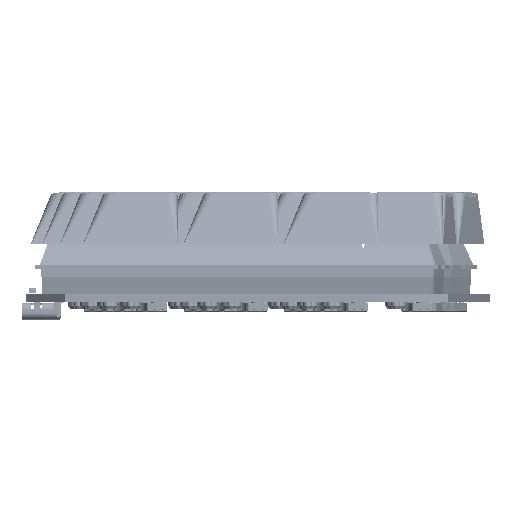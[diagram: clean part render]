
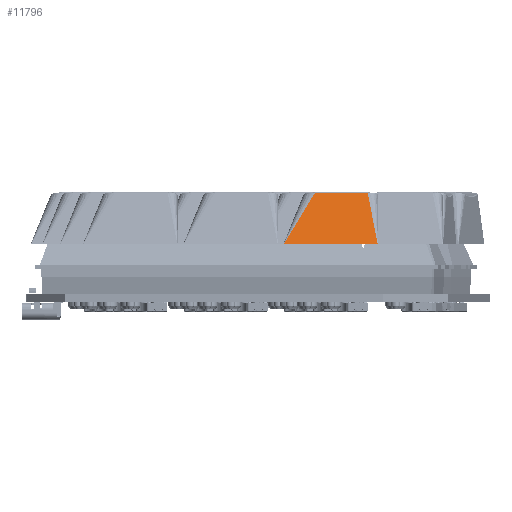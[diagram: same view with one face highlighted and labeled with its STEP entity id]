
A CAD part, left-side view. The second image highlights one B-rep face of the part: STEP entity #11796.
In plain terms, the highlighted face is planar.
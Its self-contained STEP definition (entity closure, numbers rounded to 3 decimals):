
#8689 = VERTEX_POINT('',#8690);
#8690 = CARTESIAN_POINT('',(-9.,0.,8.9));
#8699 = CONICAL_SURFACE('',#8700,1.969,0.18);
#8700 = AXIS2_PLACEMENT_3D('',#8701,#8702,#8703);
#8701 = CARTESIAN_POINT('',(-4.246,8.911,
    7.062));
#8702 = DIRECTION('',(0.455,0.872,-0.179));
#8703 = DIRECTION('',(-0.887,0.462,0.
    ));
#8710 = PLANE('',#8711);
#8711 = AXIS2_PLACEMENT_3D('',#8712,#8713,#8714);
#8712 = CARTESIAN_POINT('',(0.,0.,0.));
#8713 = DIRECTION('',(-0.,1.,0.));
#8714 = DIRECTION('',(0.,0.,1.));
#8773 = VERTEX_POINT('',#8774);
#8774 = CARTESIAN_POINT('',(-6.056,9.616,
    7.036));
#8875 = EDGE_CURVE('',#8773,#8689,#8876,.T.);
#8876 = SURFACE_CURVE('',#8877,(#8881,#8888),.PCURVE_S1.);
#8877 = LINE('',#8878,#8879);
#8878 = CARTESIAN_POINT('',(-6.056,9.616,
    7.036));
#8879 = VECTOR('',#8880,1.);
#8880 = DIRECTION('',(-0.288,-0.94,0.182));
#8881 = PCURVE('',#8699,#8882);
#8882 = DEFINITIONAL_REPRESENTATION('',(#8883),#8887);
#8883 = LINE('',#8884,#8885);
#8884 = CARTESIAN_POINT('',(6.25,-0.204));
#8885 = VECTOR('',#8886,1.);
#8886 = DIRECTION('',(0.,-1.));
#8887 = ( GEOMETRIC_REPRESENTATION_CONTEXT(2) 
PARAMETRIC_REPRESENTATION_CONTEXT() REPRESENTATION_CONTEXT('2D SPACE',''
  ) );
#8888 = PCURVE('',#8889,#8894);
#8889 = PLANE('',#8890);
#8890 = AXIS2_PLACEMENT_3D('',#8891,#8892,#8893);
#8891 = CARTESIAN_POINT('',(-9.,0.,9.));
#8892 = DIRECTION('',(0.956,-0.293,0.));
#8893 = DIRECTION('',(0.293,0.956,0.));
#8894 = DEFINITIONAL_REPRESENTATION('',(#8895),#8899);
#8895 = LINE('',#8896,#8897);
#8896 = CARTESIAN_POINT('',(10.056,-1.964));
#8897 = VECTOR('',#8898,1.);
#8898 = DIRECTION('',(-0.983,0.182));
#8899 = ( GEOMETRIC_REPRESENTATION_CONTEXT(2) 
PARAMETRIC_REPRESENTATION_CONTEXT() REPRESENTATION_CONTEXT('2D SPACE',''
  ) );
#9555 = CYLINDRICAL_SURFACE('',#9556,0.2);
#9556 = AXIS2_PLACEMENT_3D('',#9557,#9558,#9559);
#9557 = CARTESIAN_POINT('',(-5.865,9.557,
    8.943));
#9558 = DIRECTION('',(0.,0.,-1.));
#9559 = DIRECTION('',(-1.,0.,0.));
#11045 = VERTEX_POINT('',#11046);
#11046 = CARTESIAN_POINT('',(-6.056,9.616,
    -3.067));
#11118 = CONICAL_SURFACE('',#11119,2.072,0.169);
#11119 = AXIS2_PLACEMENT_3D('',#11120,#11121,#11122);
#11120 = CARTESIAN_POINT('',(-4.174,8.787,
    -3.207));
#11121 = DIRECTION('',(0.41,0.766,0.494));
#11122 = DIRECTION('',(0.,-0.542,
    0.84));
#11223 = EDGE_CURVE('',#11045,#8773,#11224,.T.);
#11224 = SURFACE_CURVE('',#11225,(#11229,#11236),.PCURVE_S1.);
#11225 = LINE('',#11226,#11227);
#11226 = CARTESIAN_POINT('',(-6.056,9.616,
    8.943));
#11227 = VECTOR('',#11228,1.);
#11228 = DIRECTION('',(-0.,-0.,1.));
#11229 = PCURVE('',#9555,#11230);
#11230 = DEFINITIONAL_REPRESENTATION('',(#11231),#11235);
#11231 = LINE('',#11232,#11233);
#11232 = CARTESIAN_POINT('',(0.297,0.));
#11233 = VECTOR('',#11234,1.);
#11234 = DIRECTION('',(0.,-1.));
#11235 = ( GEOMETRIC_REPRESENTATION_CONTEXT(2) 
PARAMETRIC_REPRESENTATION_CONTEXT() REPRESENTATION_CONTEXT('2D SPACE',''
  ) );
#11236 = PCURVE('',#8889,#11237);
#11237 = DEFINITIONAL_REPRESENTATION('',(#11238),#11242);
#11238 = LINE('',#11239,#11240);
#11239 = CARTESIAN_POINT('',(10.056,-0.057));
#11240 = VECTOR('',#11241,1.);
#11241 = DIRECTION('',(0.,1.));
#11242 = ( GEOMETRIC_REPRESENTATION_CONTEXT(2) 
PARAMETRIC_REPRESENTATION_CONTEXT() REPRESENTATION_CONTEXT('2D SPACE',''
  ) );
#11730 = EDGE_CURVE('',#11731,#11045,#11733,.T.);
#11731 = VERTEX_POINT('',#11732);
#11732 = CARTESIAN_POINT('',(-9.,0.,-8.898));
#11733 = SURFACE_CURVE('',#11734,(#11737,#11743),.PCURVE_S1.);
#11734 = B_SPLINE_CURVE_WITH_KNOTS('',1,(#11735,#11736),.UNSPECIFIED.,
  .F.,.F.,(2,2),(0.,1.),.PIECEWISE_BEZIER_KNOTS.);
#11735 = CARTESIAN_POINT('',(-9.,0.,-8.898));
#11736 = CARTESIAN_POINT('',(-6.056,9.616,
    -3.067));
#11737 = PCURVE('',#11118,#11738);
#11738 = DEFINITIONAL_REPRESENTATION('',(#11739),#11742);
#11739 = B_SPLINE_CURVE_WITH_KNOTS('',1,(#11740,#11741),.UNSPECIFIED.,
  .F.,.F.,(2,2),(0.,1.),.PIECEWISE_BEZIER_KNOTS.);
#11740 = CARTESIAN_POINT('',(4.551,-11.527));
#11741 = CARTESIAN_POINT('',(4.551,-0.069));
#11742 = ( GEOMETRIC_REPRESENTATION_CONTEXT(2) 
PARAMETRIC_REPRESENTATION_CONTEXT() REPRESENTATION_CONTEXT('2D SPACE',''
  ) );
#11743 = PCURVE('',#8889,#11744);
#11744 = DEFINITIONAL_REPRESENTATION('',(#11745),#11748);
#11745 = B_SPLINE_CURVE_WITH_KNOTS('',1,(#11746,#11747),.UNSPECIFIED.,
  .F.,.F.,(2,2),(0.,1.),.PIECEWISE_BEZIER_KNOTS.);
#11746 = CARTESIAN_POINT('',(0.,-17.898));
#11747 = CARTESIAN_POINT('',(10.056,-12.067));
#11748 = ( GEOMETRIC_REPRESENTATION_CONTEXT(2) 
PARAMETRIC_REPRESENTATION_CONTEXT() REPRESENTATION_CONTEXT('2D SPACE',''
  ) );
#11796 = ADVANCED_FACE('',(#11797),#8889,.F.);
#11797 = FACE_BOUND('',#11798,.T.);
#11798 = EDGE_LOOP('',(#11799,#11820,#11821,#11822));
#11799 = ORIENTED_EDGE('',*,*,#11800,.F.);
#11800 = EDGE_CURVE('',#8689,#11731,#11801,.T.);
#11801 = SURFACE_CURVE('',#11802,(#11806,#11813),.PCURVE_S1.);
#11802 = LINE('',#11803,#11804);
#11803 = CARTESIAN_POINT('',(-9.,0.,9.));
#11804 = VECTOR('',#11805,1.);
#11805 = DIRECTION('',(0.,-0.,-1.));
#11806 = PCURVE('',#8889,#11807);
#11807 = DEFINITIONAL_REPRESENTATION('',(#11808),#11812);
#11808 = LINE('',#11809,#11810);
#11809 = CARTESIAN_POINT('',(0.,0.));
#11810 = VECTOR('',#11811,1.);
#11811 = DIRECTION('',(0.,-1.));
#11812 = ( GEOMETRIC_REPRESENTATION_CONTEXT(2) 
PARAMETRIC_REPRESENTATION_CONTEXT() REPRESENTATION_CONTEXT('2D SPACE',''
  ) );
#11813 = PCURVE('',#8710,#11814);
#11814 = DEFINITIONAL_REPRESENTATION('',(#11815),#11819);
#11815 = LINE('',#11816,#11817);
#11816 = CARTESIAN_POINT('',(9.,-9.));
#11817 = VECTOR('',#11818,1.);
#11818 = DIRECTION('',(-1.,0.));
#11819 = ( GEOMETRIC_REPRESENTATION_CONTEXT(2) 
PARAMETRIC_REPRESENTATION_CONTEXT() REPRESENTATION_CONTEXT('2D SPACE',''
  ) );
#11820 = ORIENTED_EDGE('',*,*,#8875,.F.);
#11821 = ORIENTED_EDGE('',*,*,#11223,.F.);
#11822 = ORIENTED_EDGE('',*,*,#11730,.F.);
